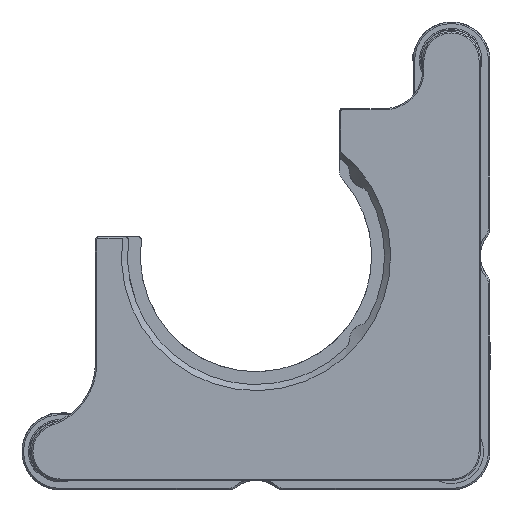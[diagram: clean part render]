
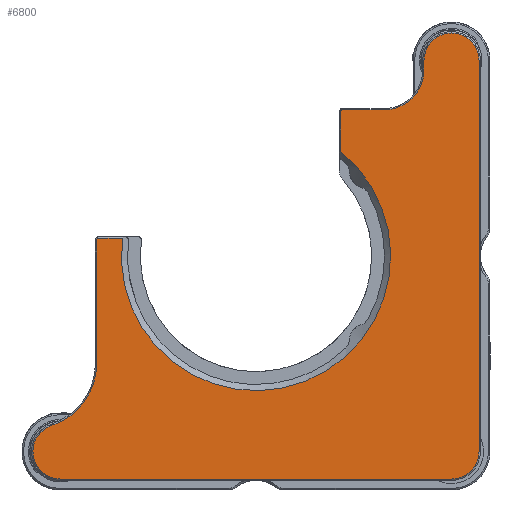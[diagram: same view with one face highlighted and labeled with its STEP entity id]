
A CAD part, left-side view. The second image highlights one B-rep face of the part: STEP entity #6800.
In plain terms, the highlighted planar face has unit normal (-1, 0, 0).
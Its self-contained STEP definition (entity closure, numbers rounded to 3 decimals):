
#226 = DIRECTION ( 'NONE',  ( 0., 0., -1. ) ) ;
#344 = ORIENTED_EDGE ( 'NONE', *, *, #6552, .T. ) ;
#463 = PLANE ( 'NONE',  #7551 ) ;
#473 = VERTEX_POINT ( 'NONE', #15374 ) ;
#584 = ORIENTED_EDGE ( 'NONE', *, *, #13254, .T. ) ;
#593 = VERTEX_POINT ( 'NONE', #3421 ) ;
#764 = CIRCLE ( 'NONE', #13800, 4.3 ) ;
#835 = AXIS2_PLACEMENT_3D ( 'NONE', #13441, #4404, #1738 ) ;
#975 = CARTESIAN_POINT ( 'NONE',  ( -16.471, 23.233, 54.8 ) ) ;
#1317 = CIRCLE ( 'NONE', #15339, 4.3 ) ;
#1366 = VERTEX_POINT ( 'NONE', #4231 ) ;
#1378 = EDGE_LOOP ( 'NONE', ( #13873, #3352, #13225, #3476, #11564, #10028, #13054, #8123, #344, #12912, #2661, #5291, #8696, #3335, #584, #14086, #2623 ) ) ;
#1408 = VERTEX_POINT ( 'NONE', #5129 ) ;
#1514 = CARTESIAN_POINT ( 'NONE',  ( -16.471, 23.533, 35.268 ) ) ;
#1682 = VERTEX_POINT ( 'NONE', #8844 ) ;
#1696 = CIRCLE ( 'NONE', #11703, 0.3 ) ;
#1738 = DIRECTION ( 'NONE',  ( 0., 0., 1. ) ) ;
#2129 = AXIS2_PLACEMENT_3D ( 'NONE', #4699, #8381, #13249 ) ;
#2225 = CARTESIAN_POINT ( 'NONE',  ( -16.471, 23.233, 54.8 ) ) ;
#2277 = CARTESIAN_POINT ( 'NONE',  ( -16.471, 29.183, 17.2 ) ) ;
#2623 = ORIENTED_EDGE ( 'NONE', *, *, #3086, .T. ) ;
#2661 = ORIENTED_EDGE ( 'NONE', *, *, #9521, .T. ) ;
#2734 = CARTESIAN_POINT ( 'NONE',  ( -16.471, 19.495, 54.8 ) ) ;
#3027 = VERTEX_POINT ( 'NONE', #3810 ) ;
#3086 = EDGE_CURVE ( 'NONE', #10062, #13239, #14265, .T. ) ;
#3090 = CARTESIAN_POINT ( 'NONE',  ( -16.471, 30.532, 25.583 ) ) ;
#3095 = DIRECTION ( 'NONE',  ( 0., 0., 1. ) ) ;
#3312 = VERTEX_POINT ( 'NONE', #1514 ) ;
#3335 = ORIENTED_EDGE ( 'NONE', *, *, #3455, .T. ) ;
#3352 = ORIENTED_EDGE ( 'NONE', *, *, #9411, .T. ) ;
#3421 = CARTESIAN_POINT ( 'NONE',  ( -16.471, -36.117, 82.5 ) ) ;
#3455 = EDGE_CURVE ( 'NONE', #1682, #15501, #11851, .T. ) ;
#3468 = DIRECTION ( 'NONE',  ( 0., 0., 1. ) ) ;
#3476 = ORIENTED_EDGE ( 'NONE', *, *, #13936, .T. ) ;
#3810 = CARTESIAN_POINT ( 'NONE',  ( -16.471, 33.483, 21.5 ) ) ;
#3889 = AXIS2_PLACEMENT_3D ( 'NONE', #12862, #5637, #4477 ) ;
#4231 = CARTESIAN_POINT ( 'NONE',  ( -16.471, -36.117, 21.5 ) ) ;
#4250 = EDGE_CURVE ( 'NONE', #5257, #3027, #15003, .T. ) ;
#4404 = DIRECTION ( 'NONE',  ( -1., 0., 0. ) ) ;
#4477 = DIRECTION ( 'NONE',  ( 0., 0., 1. ) ) ;
#4483 = DIRECTION ( 'NONE',  ( 0., 0., 1. ) ) ;
#4498 = VERTEX_POINT ( 'NONE', #975 ) ;
#4502 = AXIS2_PLACEMENT_3D ( 'NONE', #8672, #9120, #3095 ) ;
#4699 = CARTESIAN_POINT ( 'NONE',  ( -16.471, 33.733, 35.268 ) ) ;
#4766 = CARTESIAN_POINT ( 'NONE',  ( -16.471, -14.517, 67.494 ) ) ;
#4804 = DIRECTION ( 'NONE',  ( -1., 0., 0. ) ) ;
#4950 = CARTESIAN_POINT ( 'NONE',  ( -16.471, -21.317, 81. ) ) ;
#5129 = CARTESIAN_POINT ( 'NONE',  ( -16.471, 23.533, 54.5 ) ) ;
#5130 = CARTESIAN_POINT ( 'NONE',  ( -16.471, -14.517, 68.333 ) ) ;
#5188 = VECTOR ( 'NONE', #12016, 1000. ) ;
#5203 = EDGE_CURVE ( 'NONE', #1366, #593, #10143, .T. ) ;
#5257 = VERTEX_POINT ( 'NONE', #3090 ) ;
#5291 = ORIENTED_EDGE ( 'NONE', *, *, #7364, .T. ) ;
#5302 = CIRCLE ( 'NONE', #9793, 4.3 ) ;
#5583 = EDGE_CURVE ( 'NONE', #4498, #1408, #14863, .T. ) ;
#5637 = DIRECTION ( 'NONE',  ( -1., 0., 0. ) ) ;
#5761 = VERTEX_POINT ( 'NONE', #10027 ) ;
#5874 = DIRECTION ( 'NONE',  ( 0., 0., 1. ) ) ;
#6383 = CARTESIAN_POINT ( 'NONE',  ( -16.471, -27.517, 81. ) ) ;
#6414 = CARTESIAN_POINT ( 'NONE',  ( -16.471, -31.817, 86.8 ) ) ;
#6552 = EDGE_CURVE ( 'NONE', #473, #1366, #14524, .T. ) ;
#6608 = CARTESIAN_POINT ( 'NONE',  ( -16.471, -36.117, 82.5 ) ) ;
#6800 = ADVANCED_FACE ( 'NONE', ( #11344 ), #463, .T. ) ;
#7053 = DIRECTION ( 'NONE',  ( -1., 0., 0. ) ) ;
#7364 = EDGE_CURVE ( 'NONE', #11562, #15091, #764, .T. ) ;
#7551 = AXIS2_PLACEMENT_3D ( 'NONE', #8685, #13562, #9934 ) ;
#8007 = CARTESIAN_POINT ( 'NONE',  ( -16.471, -21.317, 74.8 ) ) ;
#8048 = VECTOR ( 'NONE', #11721, 1000. ) ;
#8122 = CARTESIAN_POINT ( 'NONE',  ( -16.471, 23.533, 35.268 ) ) ;
#8123 = ORIENTED_EDGE ( 'NONE', *, *, #14513, .T. ) ;
#8332 = LINE ( 'NONE', #10907, #5188 ) ;
#8333 = CARTESIAN_POINT ( 'NONE',  ( -16.471, -31.817, 82.5 ) ) ;
#8351 = EDGE_CURVE ( 'NONE', #15091, #1682, #9918, .T. ) ;
#8381 = DIRECTION ( 'NONE',  ( 1., 0., 0. ) ) ;
#8672 = CARTESIAN_POINT ( 'NONE',  ( -16.471, 29.183, 21.5 ) ) ;
#8685 = CARTESIAN_POINT ( 'NONE',  ( -16.471, -1.317, 52. ) ) ;
#8696 = ORIENTED_EDGE ( 'NONE', *, *, #8351, .T. ) ;
#8754 = DIRECTION ( 'NONE',  ( 0., 0., 1. ) ) ;
#8844 = CARTESIAN_POINT ( 'NONE',  ( -16.471, -27.517, 81. ) ) ;
#9120 = DIRECTION ( 'NONE',  ( -1., 0., 0. ) ) ;
#9131 = EDGE_CURVE ( 'NONE', #3027, #12370, #1317, .T. ) ;
#9214 = LINE ( 'NONE', #8122, #9928 ) ;
#9283 = LINE ( 'NONE', #2225, #8048 ) ;
#9341 = AXIS2_PLACEMENT_3D ( 'NONE', #4950, #9635, #14521 ) ;
#9349 = DIRECTION ( 'NONE',  ( 0., 0., 1. ) ) ;
#9411 = EDGE_CURVE ( 'NONE', #12804, #4498, #9283, .T. ) ;
#9521 = EDGE_CURVE ( 'NONE', #593, #11562, #5302, .T. ) ;
#9635 = DIRECTION ( 'NONE',  ( 1., 0., 0. ) ) ;
#9793 = AXIS2_PLACEMENT_3D ( 'NONE', #14124, #12791, #4483 ) ;
#9918 = LINE ( 'NONE', #6383, #11063 ) ;
#9928 = VECTOR ( 'NONE', #15099, 1000. ) ;
#9934 = DIRECTION ( 'NONE',  ( 0., 0., 1. ) ) ;
#10027 = CARTESIAN_POINT ( 'NONE',  ( -16.471, -14.817, 74.8 ) ) ;
#10028 = ORIENTED_EDGE ( 'NONE', *, *, #4250, .T. ) ;
#10062 = VERTEX_POINT ( 'NONE', #10512 ) ;
#10143 = LINE ( 'NONE', #6608, #11016 ) ;
#10284 = LINE ( 'NONE', #11312, #12914 ) ;
#10512 = CARTESIAN_POINT ( 'NONE',  ( -16.471, -14.517, 74.5 ) ) ;
#10656 = CARTESIAN_POINT ( 'NONE',  ( -16.471, -14.817, 74.5 ) ) ;
#10755 = DIRECTION ( 'NONE',  ( -1., 0., 0. ) ) ;
#10907 = CARTESIAN_POINT ( 'NONE',  ( -16.471, -31.817, 17.2 ) ) ;
#11016 = VECTOR ( 'NONE', #13919, 1000. ) ;
#11063 = VECTOR ( 'NONE', #12518, 1000. ) ;
#11240 = DIRECTION ( 'NONE',  ( 0., 1., 0. ) ) ;
#11261 = DIRECTION ( 'NONE',  ( -1., 0., 0. ) ) ;
#11312 = CARTESIAN_POINT ( 'NONE',  ( -16.471, -14.817, 74.8 ) ) ;
#11319 = EDGE_CURVE ( 'NONE', #5761, #10062, #1696, .T. ) ;
#11344 = FACE_OUTER_BOUND ( 'NONE', #1378, .T. ) ;
#11562 = VERTEX_POINT ( 'NONE', #6414 ) ;
#11564 = ORIENTED_EDGE ( 'NONE', *, *, #12691, .T. ) ;
#11703 = AXIS2_PLACEMENT_3D ( 'NONE', #10656, #7053, #5874 ) ;
#11721 = DIRECTION ( 'NONE',  ( 0., 1., 0. ) ) ;
#11851 = CIRCLE ( 'NONE', #9341, 6.2 ) ;
#12016 = DIRECTION ( 'NONE',  ( 0., -1., 0. ) ) ;
#12148 = CIRCLE ( 'NONE', #2129, 10.2 ) ;
#12169 = CIRCLE ( 'NONE', #3889, 21. ) ;
#12370 = VERTEX_POINT ( 'NONE', #2277 ) ;
#12516 = EDGE_CURVE ( 'NONE', #12804, #13239, #12169, .T. ) ;
#12518 = DIRECTION ( 'NONE',  ( 0., 0., -1. ) ) ;
#12524 = AXIS2_PLACEMENT_3D ( 'NONE', #14232, #10755, #3468 ) ;
#12691 = EDGE_CURVE ( 'NONE', #3312, #5257, #12148, .T. ) ;
#12791 = DIRECTION ( 'NONE',  ( -1., 0., 0. ) ) ;
#12804 = VERTEX_POINT ( 'NONE', #2734 ) ;
#12862 = CARTESIAN_POINT ( 'NONE',  ( -16.471, -1.317, 52. ) ) ;
#12912 = ORIENTED_EDGE ( 'NONE', *, *, #5203, .T. ) ;
#12914 = VECTOR ( 'NONE', #11240, 1000. ) ;
#13054 = ORIENTED_EDGE ( 'NONE', *, *, #9131, .T. ) ;
#13225 = ORIENTED_EDGE ( 'NONE', *, *, #5583, .T. ) ;
#13239 = VERTEX_POINT ( 'NONE', #5130 ) ;
#13249 = DIRECTION ( 'NONE',  ( 0., 0., 1. ) ) ;
#13254 = EDGE_CURVE ( 'NONE', #15501, #5761, #10284, .T. ) ;
#13354 = VECTOR ( 'NONE', #226, 1000. ) ;
#13441 = CARTESIAN_POINT ( 'NONE',  ( -16.471, 23.233, 54.5 ) ) ;
#13562 = DIRECTION ( 'NONE',  ( -1., 0., 0. ) ) ;
#13800 = AXIS2_PLACEMENT_3D ( 'NONE', #8333, #4804, #9349 ) ;
#13873 = ORIENTED_EDGE ( 'NONE', *, *, #12516, .F. ) ;
#13919 = DIRECTION ( 'NONE',  ( 0., 0., 1. ) ) ;
#13936 = EDGE_CURVE ( 'NONE', #1408, #3312, #9214, .T. ) ;
#14086 = ORIENTED_EDGE ( 'NONE', *, *, #11319, .T. ) ;
#14124 = CARTESIAN_POINT ( 'NONE',  ( -16.471, -31.817, 82.5 ) ) ;
#14232 = CARTESIAN_POINT ( 'NONE',  ( -16.471, -31.817, 21.5 ) ) ;
#14265 = LINE ( 'NONE', #4766, #13354 ) ;
#14304 = CARTESIAN_POINT ( 'NONE',  ( -16.471, -27.517, 82.5 ) ) ;
#14410 = CARTESIAN_POINT ( 'NONE',  ( -16.471, 29.183, 21.5 ) ) ;
#14513 = EDGE_CURVE ( 'NONE', #12370, #473, #8332, .T. ) ;
#14521 = DIRECTION ( 'NONE',  ( 0., 0., 1. ) ) ;
#14524 = CIRCLE ( 'NONE', #12524, 4.3 ) ;
#14863 = CIRCLE ( 'NONE', #835, 0.3 ) ;
#15003 = CIRCLE ( 'NONE', #4502, 4.3 ) ;
#15091 = VERTEX_POINT ( 'NONE', #14304 ) ;
#15099 = DIRECTION ( 'NONE',  ( 0., 0., -1. ) ) ;
#15339 = AXIS2_PLACEMENT_3D ( 'NONE', #14410, #11261, #8754 ) ;
#15374 = CARTESIAN_POINT ( 'NONE',  ( -16.471, -31.817, 17.2 ) ) ;
#15501 = VERTEX_POINT ( 'NONE', #8007 ) ;
